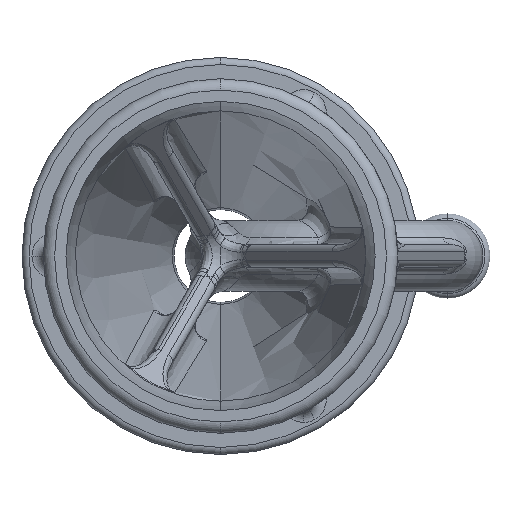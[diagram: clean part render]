
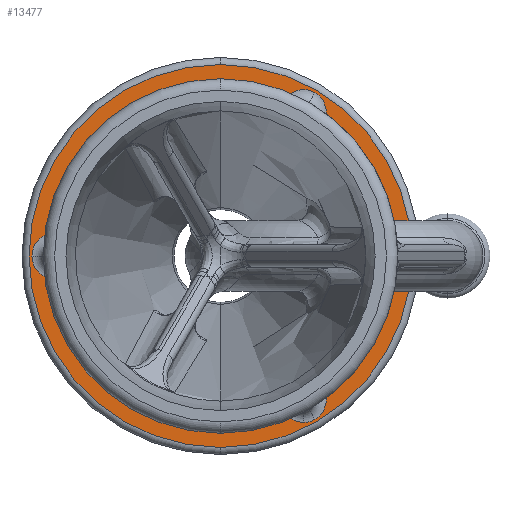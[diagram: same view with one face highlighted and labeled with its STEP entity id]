
A CAD part, left-side view. The second image highlights one B-rep face of the part: STEP entity #13477.
In plain terms, the highlighted planar face has unit normal (-1, 0, 0).
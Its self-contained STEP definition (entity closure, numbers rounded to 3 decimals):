
#38 = CARTESIAN_POINT ( 'NONE',  ( 24.965, 0., -13.5 ) ) ;
#99 = AXIS2_PLACEMENT_3D ( 'NONE', #7366, #4981, #12087 ) ;
#321 = CIRCLE ( 'NONE', #5037, 13.5 ) ;
#432 = CARTESIAN_POINT ( 'NONE',  ( 24.965, 11.7, 0. ) ) ;
#437 = DIRECTION ( 'NONE',  ( -1., 0., 0. ) ) ;
#948 = DIRECTION ( 'NONE',  ( 0., 0., -1. ) ) ;
#1093 = CIRCLE ( 'NONE', #99, 1.6 ) ;
#1249 = AXIS2_PLACEMENT_3D ( 'NONE', #2721, #10870, #3895 ) ;
#1454 = DIRECTION ( 'NONE',  ( 0., 0., -1. ) ) ;
#1492 = AXIS2_PLACEMENT_3D ( 'NONE', #10725, #4941, #3560 ) ;
#1515 = ORIENTED_EDGE ( 'NONE', *, *, #13529, .F. ) ;
#1550 = VERTEX_POINT ( 'NONE', #4735 ) ;
#1871 = AXIS2_PLACEMENT_3D ( 'NONE', #14969, #6743, #13696 ) ;
#1983 = DIRECTION ( 'NONE',  ( 1., 0., 0. ) ) ;
#2139 = CIRCLE ( 'NONE', #11628, 12.311 ) ;
#2198 = VERTEX_POINT ( 'NONE', #4647 ) ;
#2271 = FACE_OUTER_BOUND ( 'NONE', #5385, .T. ) ;
#2364 = AXIS2_PLACEMENT_3D ( 'NONE', #6864, #4417, #5740 ) ;
#2376 = DIRECTION ( 'NONE',  ( 1., 0., 0. ) ) ;
#2416 = ORIENTED_EDGE ( 'NONE', *, *, #12846, .T. ) ;
#2502 = CARTESIAN_POINT ( 'NONE',  ( 24.965, 0., 0. ) ) ;
#2541 = DIRECTION ( 'NONE',  ( 0., 0., -1. ) ) ;
#2612 = VERTEX_POINT ( 'NONE', #5106 ) ;
#2721 = CARTESIAN_POINT ( 'NONE',  ( 24.965, 0., 0. ) ) ;
#2879 = CARTESIAN_POINT ( 'NONE',  ( 24.965, 0., 13.5 ) ) ;
#3016 = ORIENTED_EDGE ( 'NONE', *, *, #5265, .T. ) ;
#3086 = DIRECTION ( 'NONE',  ( -1., 0., 0. ) ) ;
#3267 = CIRCLE ( 'NONE', #14846, 1.6 ) ;
#3289 = DIRECTION ( 'NONE',  ( -1., 0., 0. ) ) ;
#3399 = EDGE_CURVE ( 'NONE', #10779, #1550, #4130, .T. ) ;
#3560 = DIRECTION ( 'NONE',  ( 0., 0., -1. ) ) ;
#3867 = VERTEX_POINT ( 'NONE', #13182 ) ;
#3895 = DIRECTION ( 'NONE',  ( 0., 0., -1. ) ) ;
#3917 = EDGE_CURVE ( 'NONE', #9128, #3867, #8675, .T. ) ;
#4122 = DIRECTION ( 'NONE',  ( 0., 0., -1. ) ) ;
#4130 = CIRCLE ( 'NONE', #1249, 12.311 ) ;
#4168 = EDGE_CURVE ( 'NONE', #13003, #12181, #9910, .T. ) ;
#4417 = DIRECTION ( 'NONE',  ( -1., 0., 0. ) ) ;
#4461 = CIRCLE ( 'NONE', #12015, 1.6 ) ;
#4478 = CIRCLE ( 'NONE', #14733, 12.311 ) ;
#4493 = VERTEX_POINT ( 'NONE', #38 ) ;
#4647 = CARTESIAN_POINT ( 'NONE',  ( 24.965, -7.42, -9.823 ) ) ;
#4735 = CARTESIAN_POINT ( 'NONE',  ( 24.965, -4.797, 11.338 ) ) ;
#4781 = EDGE_CURVE ( 'NONE', #8246, #2198, #8282, .T. ) ;
#4941 = DIRECTION ( 'NONE',  ( -1., 0., 0. ) ) ;
#4950 = ORIENTED_EDGE ( 'NONE', *, *, #6007, .F. ) ;
#4981 = DIRECTION ( 'NONE',  ( -1., 0., 0. ) ) ;
#5009 = DIRECTION ( 'NONE',  ( -1., 0., 0. ) ) ;
#5037 = AXIS2_PLACEMENT_3D ( 'NONE', #2502, #437, #10634 ) ;
#5106 = CARTESIAN_POINT ( 'NONE',  ( 24.965, -6.65, 11.518 ) ) ;
#5265 = EDGE_CURVE ( 'NONE', #13003, #9128, #4478, .T. ) ;
#5347 = CARTESIAN_POINT ( 'NONE',  ( 24.965, -5.85, -10.132 ) ) ;
#5385 = EDGE_LOOP ( 'NONE', ( #2416, #7675 ) ) ;
#5583 = CARTESIAN_POINT ( 'NONE',  ( 24.965, 0., 0. ) ) ;
#5740 = DIRECTION ( 'NONE',  ( 0., 0., -1. ) ) ;
#6007 = EDGE_CURVE ( 'NONE', #10779, #14962, #4461, .T. ) ;
#6263 = CARTESIAN_POINT ( 'NONE',  ( 24.965, 12.217, 1.514 ) ) ;
#6276 = CARTESIAN_POINT ( 'NONE',  ( 24.965, -5.85, 10.132 ) ) ;
#6325 = DIRECTION ( 'NONE',  ( 0., 0., -1. ) ) ;
#6487 = CARTESIAN_POINT ( 'NONE',  ( 24.965, 13.3, 0. ) ) ;
#6526 = AXIS2_PLACEMENT_3D ( 'NONE', #7919, #3289, #948 ) ;
#6743 = DIRECTION ( 'NONE',  ( -1., 0., 0. ) ) ;
#6864 = CARTESIAN_POINT ( 'NONE',  ( 24.965, 0., 0. ) ) ;
#6905 = AXIS2_PLACEMENT_3D ( 'NONE', #5347, #3086, #4122 ) ;
#7103 = AXIS2_PLACEMENT_3D ( 'NONE', #8386, #14021, #2541 ) ;
#7169 = CARTESIAN_POINT ( 'NONE',  ( 24.965, 0., 0. ) ) ;
#7352 = ORIENTED_EDGE ( 'NONE', *, *, #4168, .F. ) ;
#7366 = CARTESIAN_POINT ( 'NONE',  ( 24.965, -5.85, -10.132 ) ) ;
#7418 = EDGE_CURVE ( 'NONE', #9857, #2612, #3267, .T. ) ;
#7675 = ORIENTED_EDGE ( 'NONE', *, *, #11692, .T. ) ;
#7919 = CARTESIAN_POINT ( 'NONE',  ( 24.965, -5.85, 10.132 ) ) ;
#8024 = EDGE_LOOP ( 'NONE', ( #10907, #13229, #9160, #14067, #7352, #3016, #8356, #11030, #4950, #12591, #1515 ) ) ;
#8134 = CIRCLE ( 'NONE', #2364, 13.5 ) ;
#8246 = VERTEX_POINT ( 'NONE', #14745 ) ;
#8253 = CARTESIAN_POINT ( 'NONE',  ( 24.965, -5.85, -11.732 ) ) ;
#8282 = CIRCLE ( 'NONE', #1871, 1.6 ) ;
#8356 = ORIENTED_EDGE ( 'NONE', *, *, #3917, .T. ) ;
#8386 = CARTESIAN_POINT ( 'NONE',  ( 24.965, 0., 0. ) ) ;
#8447 = EDGE_CURVE ( 'NONE', #12181, #8246, #1093, .T. ) ;
#8675 = CIRCLE ( 'NONE', #7103, 12.311 ) ;
#8879 = DIRECTION ( 'NONE',  ( 0., 0., -1. ) ) ;
#9128 = VERTEX_POINT ( 'NONE', #11006 ) ;
#9160 = ORIENTED_EDGE ( 'NONE', *, *, #4781, .F. ) ;
#9791 = CARTESIAN_POINT ( 'NONE',  ( 24.965, -7.42, 9.823 ) ) ;
#9857 = VERTEX_POINT ( 'NONE', #9791 ) ;
#9904 = AXIS2_PLACEMENT_3D ( 'NONE', #5583, #14742, #8879 ) ;
#9910 = CIRCLE ( 'NONE', #6905, 1.6 ) ;
#10634 = DIRECTION ( 'NONE',  ( 0., 0., -1. ) ) ;
#10686 = EDGE_CURVE ( 'NONE', #14962, #3867, #14718, .T. ) ;
#10725 = CARTESIAN_POINT ( 'NONE',  ( 24.965, 11.7, 0. ) ) ;
#10779 = VERTEX_POINT ( 'NONE', #6263 ) ;
#10870 = DIRECTION ( 'NONE',  ( 1., 0., 0. ) ) ;
#10907 = ORIENTED_EDGE ( 'NONE', *, *, #7418, .F. ) ;
#10984 = VERTEX_POINT ( 'NONE', #2879 ) ;
#11006 = CARTESIAN_POINT ( 'NONE',  ( 24.965, 0., -12.311 ) ) ;
#11030 = ORIENTED_EDGE ( 'NONE', *, *, #10686, .F. ) ;
#11628 = AXIS2_PLACEMENT_3D ( 'NONE', #7169, #2376, #11740 ) ;
#11692 = EDGE_CURVE ( 'NONE', #10984, #4493, #8134, .T. ) ;
#11740 = DIRECTION ( 'NONE',  ( 0., 0., -1. ) ) ;
#11757 = EDGE_CURVE ( 'NONE', #9857, #2198, #2139, .T. ) ;
#12015 = AXIS2_PLACEMENT_3D ( 'NONE', #432, #14506, #6325 ) ;
#12087 = DIRECTION ( 'NONE',  ( 0., 0., -1. ) ) ;
#12181 = VERTEX_POINT ( 'NONE', #8253 ) ;
#12586 = PLANE ( 'NONE',  #9904 ) ;
#12591 = ORIENTED_EDGE ( 'NONE', *, *, #3399, .T. ) ;
#12846 = EDGE_CURVE ( 'NONE', #4493, #10984, #321, .T. ) ;
#13003 = VERTEX_POINT ( 'NONE', #13632 ) ;
#13182 = CARTESIAN_POINT ( 'NONE',  ( 24.965, 12.217, -1.514 ) ) ;
#13229 = ORIENTED_EDGE ( 'NONE', *, *, #11757, .T. ) ;
#13477 = ADVANCED_FACE ( 'NONE', ( #14488, #2271 ), #12586, .F. ) ;
#13529 = EDGE_CURVE ( 'NONE', #2612, #1550, #14296, .T. ) ;
#13632 = CARTESIAN_POINT ( 'NONE',  ( 24.965, -4.797, -11.338 ) ) ;
#13696 = DIRECTION ( 'NONE',  ( 0., 0., -1. ) ) ;
#13707 = CARTESIAN_POINT ( 'NONE',  ( 24.965, 0., 0. ) ) ;
#14021 = DIRECTION ( 'NONE',  ( 1., 0., 0. ) ) ;
#14067 = ORIENTED_EDGE ( 'NONE', *, *, #8447, .F. ) ;
#14296 = CIRCLE ( 'NONE', #6526, 1.6 ) ;
#14488 = FACE_BOUND ( 'NONE', #8024, .T. ) ;
#14506 = DIRECTION ( 'NONE',  ( -1., 0., 0. ) ) ;
#14718 = CIRCLE ( 'NONE', #1492, 1.6 ) ;
#14733 = AXIS2_PLACEMENT_3D ( 'NONE', #13707, #1983, #14843 ) ;
#14742 = DIRECTION ( 'NONE',  ( 1., 0., 0. ) ) ;
#14745 = CARTESIAN_POINT ( 'NONE',  ( 24.965, -6.65, -11.518 ) ) ;
#14843 = DIRECTION ( 'NONE',  ( 0., 0., -1. ) ) ;
#14846 = AXIS2_PLACEMENT_3D ( 'NONE', #6276, #5009, #1454 ) ;
#14962 = VERTEX_POINT ( 'NONE', #6487 ) ;
#14969 = CARTESIAN_POINT ( 'NONE',  ( 24.965, -5.85, -10.132 ) ) ;
